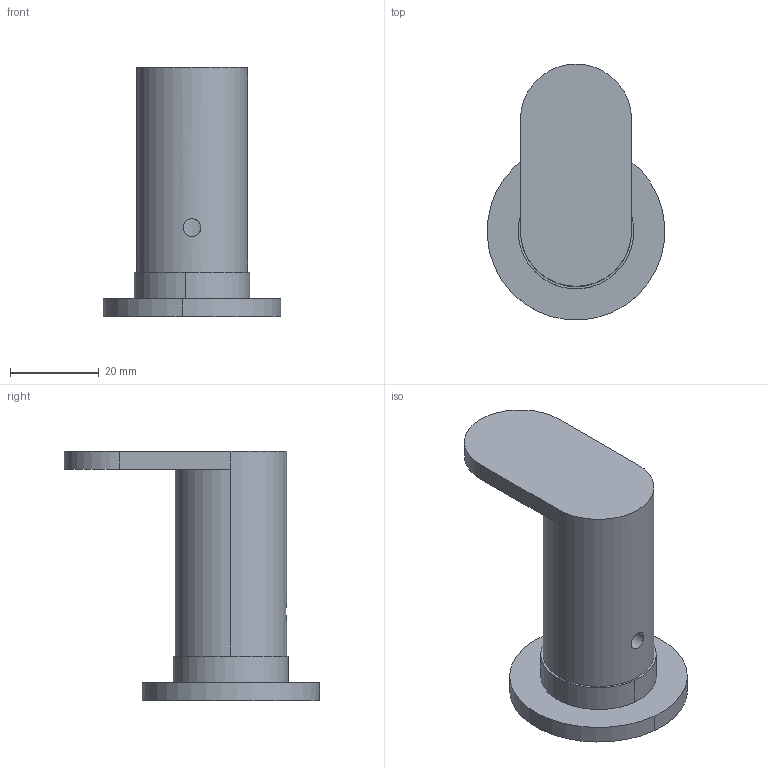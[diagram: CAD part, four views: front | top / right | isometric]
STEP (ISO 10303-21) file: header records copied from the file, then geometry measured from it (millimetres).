
FILE_DESCRIPTION (( 'STEP AP203' ), '1' );
FILE_NAME ('99ZP06190.STEP', '2022-01-04T10:38:06', ( '' ), ( '' ), 'SwSTEP 2.0', 'SolidWorks 2021', '' );
FILE_SCHEMA (( 'CONFIG_CONTROL_DESIGN' ));
Length unit declared in the file: millimetre
Products named in the file (1): 99ZP06190
Bounding box: 39.92 x 57.46 x 56 mm (x, y, z)
Volume: 27171.2 mm3; surface area: 11203.5 mm2
Topology: 2 solids, 2 shells, 58 faces, 143 edges, 94 vertices
Faces by surface type: cylinder 37, plane 16, bspline 3, torus 2
Entity records: 3441 total; most frequent: CARTESIAN_POINT 2085, ORIENTED_EDGE 286, DIRECTION 247, EDGE_CURVE 143, AXIS2_PLACEMENT_3D 96, VERTEX_POINT 94, EDGE_LOOP 67, ADVANCED_FACE 58
